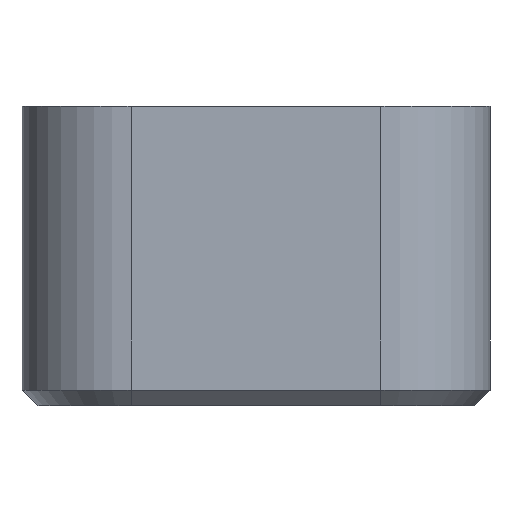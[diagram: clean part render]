
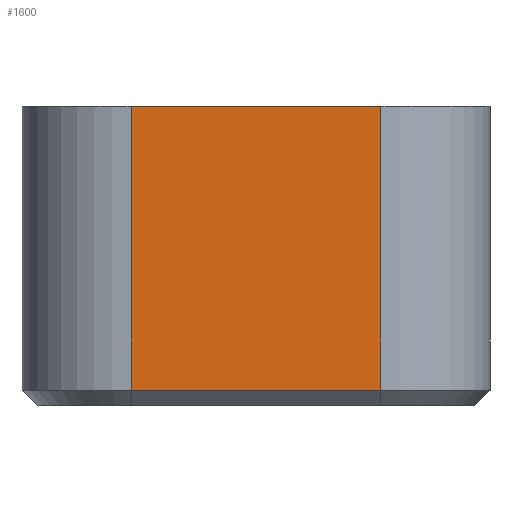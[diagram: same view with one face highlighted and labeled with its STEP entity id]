
A CAD part, left-side view. The second image highlights one B-rep face of the part: STEP entity #1600.
In plain terms, the highlighted planar face has unit normal (-1, 0, 0).
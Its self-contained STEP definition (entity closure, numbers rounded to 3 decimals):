
#32 = PLANE('',#33);
#33 = AXIS2_PLACEMENT_3D('',#34,#35,#36);
#34 = CARTESIAN_POINT('',(0.,0.,19.2));
#35 = DIRECTION('',(0.,0.,1.));
#36 = DIRECTION('',(1.,0.,0.));
#448 = VERTEX_POINT('',#449);
#449 = CARTESIAN_POINT('',(0.,23.,19.2));
#468 = CYLINDRICAL_SURFACE('',#469,7.);
#469 = AXIS2_PLACEMENT_3D('',#470,#471,#472);
#470 = CARTESIAN_POINT('',(7.,23.,19.2));
#471 = DIRECTION('',(0.,0.,-1.));
#472 = DIRECTION('',(-1.,-0.,-0.));
#480 = EDGE_CURVE('',#448,#481,#483,.T.);
#481 = VERTEX_POINT('',#482);
#482 = CARTESIAN_POINT('',(0.,7.,19.2));
#483 = SURFACE_CURVE('',#484,(#488,#495),.PCURVE_S1.);
#484 = LINE('',#485,#486);
#485 = CARTESIAN_POINT('',(0.,30.,19.2));
#486 = VECTOR('',#487,1.);
#487 = DIRECTION('',(0.,-1.,0.));
#488 = PCURVE('',#32,#489);
#489 = DEFINITIONAL_REPRESENTATION('',(#490),#494);
#490 = LINE('',#491,#492);
#491 = CARTESIAN_POINT('',(0.,30.));
#492 = VECTOR('',#493,1.);
#493 = DIRECTION('',(0.,-1.));
#494 = ( GEOMETRIC_REPRESENTATION_CONTEXT(2) 
PARAMETRIC_REPRESENTATION_CONTEXT() REPRESENTATION_CONTEXT('2D SPACE',''
  ) );
#495 = PCURVE('',#496,#501);
#496 = PLANE('',#497);
#497 = AXIS2_PLACEMENT_3D('',#498,#499,#500);
#498 = CARTESIAN_POINT('',(0.,0.,0.));
#499 = DIRECTION('',(1.,0.,0.));
#500 = DIRECTION('',(0.,0.,1.));
#501 = DEFINITIONAL_REPRESENTATION('',(#502),#506);
#502 = LINE('',#503,#504);
#503 = CARTESIAN_POINT('',(19.2,-30.));
#504 = VECTOR('',#505,1.);
#505 = DIRECTION('',(0.,1.));
#506 = ( GEOMETRIC_REPRESENTATION_CONTEXT(2) 
PARAMETRIC_REPRESENTATION_CONTEXT() REPRESENTATION_CONTEXT('2D SPACE',''
  ) );
#523 = CYLINDRICAL_SURFACE('',#524,7.);
#524 = AXIS2_PLACEMENT_3D('',#525,#526,#527);
#525 = CARTESIAN_POINT('',(7.,7.,0.));
#526 = DIRECTION('',(0.,0.,1.));
#527 = DIRECTION('',(-1.,0.,0.));
#1549 = EDGE_CURVE('',#448,#1550,#1552,.T.);
#1550 = VERTEX_POINT('',#1551);
#1551 = CARTESIAN_POINT('',(0.,23.,1.));
#1552 = SURFACE_CURVE('',#1553,(#1557,#1564),.PCURVE_S1.);
#1553 = LINE('',#1554,#1555);
#1554 = CARTESIAN_POINT('',(0.,23.,19.2));
#1555 = VECTOR('',#1556,1.);
#1556 = DIRECTION('',(0.,0.,-1.));
#1557 = PCURVE('',#468,#1558);
#1558 = DEFINITIONAL_REPRESENTATION('',(#1559),#1563);
#1559 = LINE('',#1560,#1561);
#1560 = CARTESIAN_POINT('',(0.,0.));
#1561 = VECTOR('',#1562,1.);
#1562 = DIRECTION('',(0.,1.));
#1563 = ( GEOMETRIC_REPRESENTATION_CONTEXT(2) 
PARAMETRIC_REPRESENTATION_CONTEXT() REPRESENTATION_CONTEXT('2D SPACE',''
  ) );
#1564 = PCURVE('',#496,#1565);
#1565 = DEFINITIONAL_REPRESENTATION('',(#1566),#1570);
#1566 = LINE('',#1567,#1568);
#1567 = CARTESIAN_POINT('',(19.2,-23.));
#1568 = VECTOR('',#1569,1.);
#1569 = DIRECTION('',(-1.,0.));
#1570 = ( GEOMETRIC_REPRESENTATION_CONTEXT(2) 
PARAMETRIC_REPRESENTATION_CONTEXT() REPRESENTATION_CONTEXT('2D SPACE',''
  ) );
#1600 = ADVANCED_FACE('',(#1601),#496,.F.);
#1601 = FACE_BOUND('',#1602,.F.);
#1602 = EDGE_LOOP('',(#1603,#1626,#1652,#1653));
#1603 = ORIENTED_EDGE('',*,*,#1604,.F.);
#1604 = EDGE_CURVE('',#1605,#481,#1607,.T.);
#1605 = VERTEX_POINT('',#1606);
#1606 = CARTESIAN_POINT('',(0.,7.,1.));
#1607 = SURFACE_CURVE('',#1608,(#1612,#1619),.PCURVE_S1.);
#1608 = LINE('',#1609,#1610);
#1609 = CARTESIAN_POINT('',(0.,7.,0.));
#1610 = VECTOR('',#1611,1.);
#1611 = DIRECTION('',(0.,0.,1.));
#1612 = PCURVE('',#496,#1613);
#1613 = DEFINITIONAL_REPRESENTATION('',(#1614),#1618);
#1614 = LINE('',#1615,#1616);
#1615 = CARTESIAN_POINT('',(0.,-7.));
#1616 = VECTOR('',#1617,1.);
#1617 = DIRECTION('',(1.,0.));
#1618 = ( GEOMETRIC_REPRESENTATION_CONTEXT(2) 
PARAMETRIC_REPRESENTATION_CONTEXT() REPRESENTATION_CONTEXT('2D SPACE',''
  ) );
#1619 = PCURVE('',#523,#1620);
#1620 = DEFINITIONAL_REPRESENTATION('',(#1621),#1625);
#1621 = LINE('',#1622,#1623);
#1622 = CARTESIAN_POINT('',(0.,0.));
#1623 = VECTOR('',#1624,1.);
#1624 = DIRECTION('',(0.,1.));
#1625 = ( GEOMETRIC_REPRESENTATION_CONTEXT(2) 
PARAMETRIC_REPRESENTATION_CONTEXT() REPRESENTATION_CONTEXT('2D SPACE',''
  ) );
#1626 = ORIENTED_EDGE('',*,*,#1627,.F.);
#1627 = EDGE_CURVE('',#1550,#1605,#1628,.T.);
#1628 = SURFACE_CURVE('',#1629,(#1633,#1640),.PCURVE_S1.);
#1629 = LINE('',#1630,#1631);
#1630 = CARTESIAN_POINT('',(0.,23.,1.));
#1631 = VECTOR('',#1632,1.);
#1632 = DIRECTION('',(-0.,-1.,-0.));
#1633 = PCURVE('',#496,#1634);
#1634 = DEFINITIONAL_REPRESENTATION('',(#1635),#1639);
#1635 = LINE('',#1636,#1637);
#1636 = CARTESIAN_POINT('',(1.,-23.));
#1637 = VECTOR('',#1638,1.);
#1638 = DIRECTION('',(-0.,1.));
#1639 = ( GEOMETRIC_REPRESENTATION_CONTEXT(2) 
PARAMETRIC_REPRESENTATION_CONTEXT() REPRESENTATION_CONTEXT('2D SPACE',''
  ) );
#1640 = PCURVE('',#1641,#1646);
#1641 = PLANE('',#1642);
#1642 = AXIS2_PLACEMENT_3D('',#1643,#1644,#1645);
#1643 = CARTESIAN_POINT('',(0.5,23.,0.5));
#1644 = DIRECTION('',(-0.707,0.,-0.707));
#1645 = DIRECTION('',(0.,1.,0.));
#1646 = DEFINITIONAL_REPRESENTATION('',(#1647),#1651);
#1647 = LINE('',#1648,#1649);
#1648 = CARTESIAN_POINT('',(-0.,-0.707));
#1649 = VECTOR('',#1650,1.);
#1650 = DIRECTION('',(-1.,0.));
#1651 = ( GEOMETRIC_REPRESENTATION_CONTEXT(2) 
PARAMETRIC_REPRESENTATION_CONTEXT() REPRESENTATION_CONTEXT('2D SPACE',''
  ) );
#1652 = ORIENTED_EDGE('',*,*,#1549,.F.);
#1653 = ORIENTED_EDGE('',*,*,#480,.T.);
